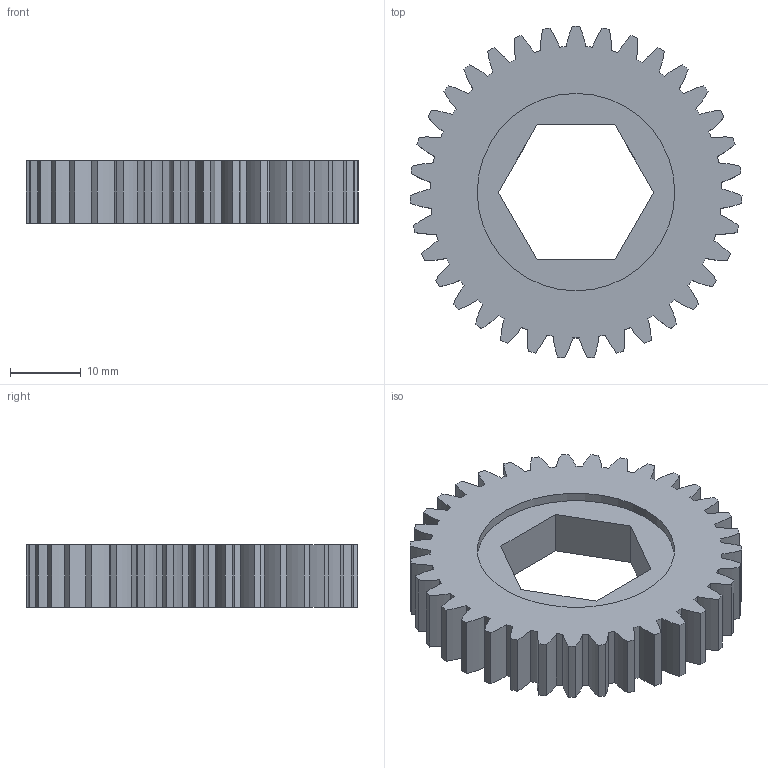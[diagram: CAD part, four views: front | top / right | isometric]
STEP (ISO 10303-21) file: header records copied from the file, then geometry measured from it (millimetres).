
FILE_DESCRIPTION((''),'2;1');
FILE_NAME('','',(''),(''),'','','');
FILE_SCHEMA(('AUTOMOTIVE_DESIGN { 1 0 10303 214 1 1 1 1 }'));
Length unit declared in the file: inch
Products named in the file (1): Spur Gear1
Bounding box: 46.98 x 46.94 x 8.89 mm (x, y, z)
Volume: 10135.1 mm3; surface area: 5599.2 mm2
Topology: 1 solids, 1 shells, 152 faces, 444 edges, 296 vertices
Faces by surface type: cylinder 142, plane 10
Full cylindrical faces by diameter (mm): 27.94 x2
Entity records: 5234 total; most frequent: DIRECTION 1032, CARTESIAN_POINT 891, ORIENTED_EDGE 884, EDGE_CURVE 442, AXIS2_PLACEMENT_3D 437, VERTEX_POINT 296, CIRCLE 284, EDGE_LOOP 158
